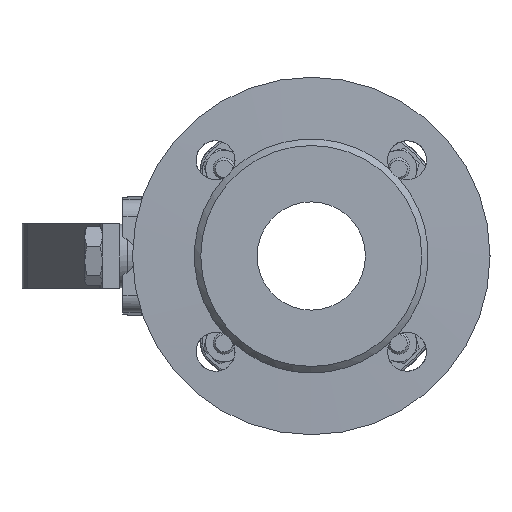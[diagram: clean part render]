
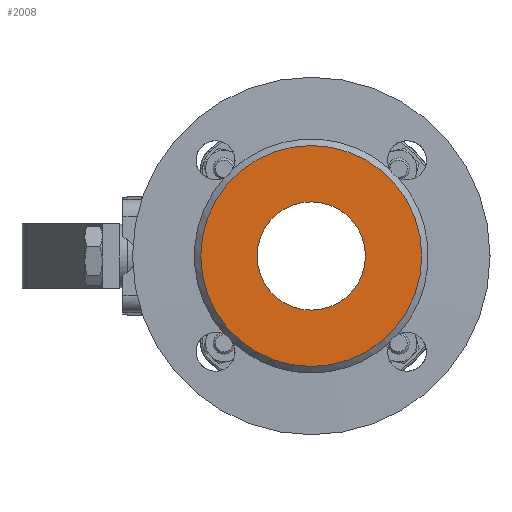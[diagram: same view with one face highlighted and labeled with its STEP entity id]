
A CAD part, left-side view. The second image highlights one B-rep face of the part: STEP entity #2008.
In plain terms, the highlighted planar face has unit normal (-1, 0, 0).
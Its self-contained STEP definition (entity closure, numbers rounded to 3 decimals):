
#2008 = ADVANCED_FACE( 'NONE', ( #4135, #4136 ), #4137, .T. );
#4135 = FACE_OUTER_BOUND( '', #11389, .T. );
#4136 = FACE_BOUND( '', #11390, .T. );
#4137 = PLANE( '', #11391 );
#11389 = EDGE_LOOP( '', ( #17062 ) );
#11390 = EDGE_LOOP( '', ( #17063 ) );
#11391 = AXIS2_PLACEMENT_3D( '', #17064, #17065, #17066 );
#17062 = ORIENTED_EDGE( '', *, *, #18508, .T. );
#17063 = ORIENTED_EDGE( '', *, *, #18423, .T. );
#17064 = CARTESIAN_POINT( '', ( -88., 82.5, 0. ) );
#17065 = DIRECTION( '', ( -1., 0., 0. ) );
#17066 = DIRECTION( '', ( 0., 0., 1. ) );
#18423 = EDGE_CURVE( 'NONE', #21496, #21496, #21497, .T. );
#18508 = EDGE_CURVE( 'NONE', #21621, #21621, #21622, .T. );
#21496 = VERTEX_POINT( '', #28741 );
#21497 = CIRCLE( '', #28742, 25. );
#21621 = VERTEX_POINT( '', #29113 );
#21622 = CIRCLE( '', #29114, 51. );
#28741 = CARTESIAN_POINT( '', ( -88., 0., -25. ) );
#28742 = AXIS2_PLACEMENT_3D( '', #35624, #35625, #35626 );
#29113 = CARTESIAN_POINT( '', ( -88., 0., 51. ) );
#29114 = AXIS2_PLACEMENT_3D( '', #35712, #35713, #35714 );
#35624 = CARTESIAN_POINT( '', ( -88., 0., 0. ) );
#35625 = DIRECTION( '', ( 1., 0., 0. ) );
#35626 = DIRECTION( '', ( 0., 0., -1. ) );
#35712 = CARTESIAN_POINT( '', ( -88., 0., 0. ) );
#35713 = DIRECTION( '', ( -1., 0., 0. ) );
#35714 = DIRECTION( '', ( 0., 0., 1. ) );
